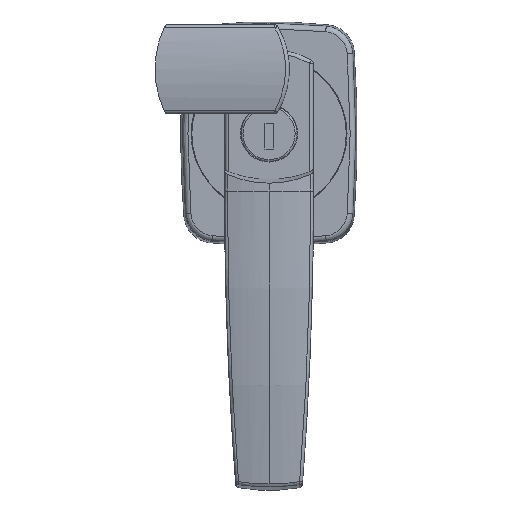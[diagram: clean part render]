
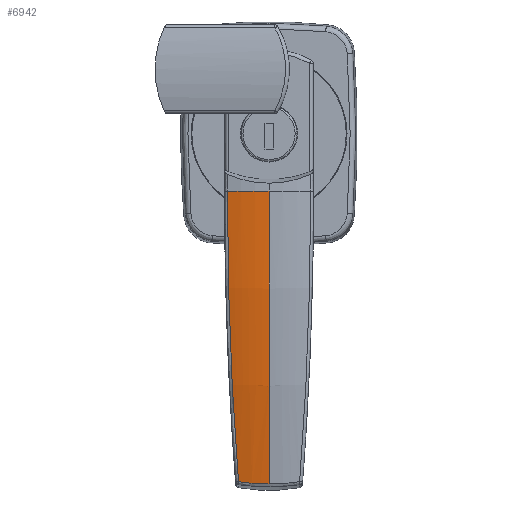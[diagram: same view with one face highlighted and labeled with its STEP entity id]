
A CAD part, top view. The second image highlights one B-rep face of the part: STEP entity #6942.
In plain terms, the highlighted toroidal (fillet/blend) face has major radius 450 mm and minor radius 500 mm.
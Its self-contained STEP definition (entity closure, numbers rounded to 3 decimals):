
#2669 = CARTESIAN_POINT ( 'NONE',  ( -11.202, -32.195, 34.459 ) ) ;
#2833 = AXIS2_PLACEMENT_3D ( 'NONE', #7155, #2987, #11073 ) ;
#2921 = CARTESIAN_POINT ( 'NONE',  ( 0., -15.64, 36. ) ) ;
#2987 = DIRECTION ( 'NONE',  ( -1., 0., 0. ) ) ;
#3339 = TOROIDAL_SURFACE ( 'NONE', #15503, -450., 500. ) ;
#3559 = AXIS2_PLACEMENT_3D ( 'NONE', #13060, #15424, #21038 ) ;
#4041 = VERTEX_POINT ( 'NONE', #11683 ) ;
#4197 = VERTEX_POINT ( 'NONE', #16040 ) ;
#4670 = CARTESIAN_POINT ( 'NONE',  ( -10.842, -48.705, 33.734 ) ) ;
#5488 = EDGE_CURVE ( 'NONE', #4041, #10571, #20696, .T. ) ;
#5887 = CARTESIAN_POINT ( 'NONE',  ( 0., -95.26, 29.62 ) ) ;
#6942 = ADVANCED_FACE ( 'NONE', ( #24589 ), #3339, .T. ) ;
#7155 = CARTESIAN_POINT ( 'NONE',  ( 0., -15.64, -464. ) ) ;
#8033 = ORIENTED_EDGE ( 'NONE', *, *, #25177, .F. ) ;
#8243 = CARTESIAN_POINT ( 'NONE',  ( -2.789, -95.26, 29.62 ) ) ;
#8379 = EDGE_LOOP ( 'NONE', ( #23446, #10316, #8033, #21412 ) ) ;
#8782 = CARTESIAN_POINT ( 'NONE',  ( -11.298, -15.64, 34.707 ) ) ;
#9120 = EDGE_CURVE ( 'NONE', #10571, #4197, #17693, .T. ) ;
#9293 = CIRCLE ( 'NONE', #2833, 500. ) ;
#10316 = ORIENTED_EDGE ( 'NONE', *, *, #21960, .T. ) ;
#10571 = VERTEX_POINT ( 'NONE', #17803 ) ;
#10672 = CARTESIAN_POINT ( 'NONE',  ( -11.025, -42.108, 34.095 ) ) ;
#11073 = DIRECTION ( 'NONE',  ( 0., 0., 1. ) ) ;
#11683 = CARTESIAN_POINT ( 'NONE',  ( -11.298, -15.64, 34.707 ) ) ;
#12250 = CARTESIAN_POINT ( 'NONE',  ( -8.316, -94.654, 28.919 ) ) ;
#12674 = CARTESIAN_POINT ( 'NONE',  ( -9.335, -81.581, 30.853 ) ) ;
#12760 = CARTESIAN_POINT ( 'NONE',  ( -8.316, -94.654, 28.919 ) ) ;
#12851 = CARTESIAN_POINT ( 'NONE',  ( -10.095, -68.459, 32.291 ) ) ;
#13060 = CARTESIAN_POINT ( 'NONE',  ( 0., -15.64, -14. ) ) ;
#15424 = DIRECTION ( 'NONE',  ( 0., 1., 0. ) ) ;
#15503 = AXIS2_PLACEMENT_3D ( 'NONE', #18011, #21880, #17763 ) ;
#16040 = CARTESIAN_POINT ( 'NONE',  ( 0., -95.26, 29.62 ) ) ;
#16704 = CARTESIAN_POINT ( 'NONE',  ( -11.305, -18.953, 34.705 ) ) ;
#17693 = B_SPLINE_CURVE_WITH_KNOTS ( 'NONE', 3,
 ( #12250, #25641, #8243, #5887 ),
 .UNSPECIFIED., .F., .F.,
 ( 4, 4 ),
 ( 0., 0.008 ),
 .UNSPECIFIED. ) ;
#17763 = DIRECTION ( 'NONE',  ( 0., 0., 1. ) ) ;
#17803 = CARTESIAN_POINT ( 'NONE',  ( -8.316, -94.654, 28.919 ) ) ;
#18011 = CARTESIAN_POINT ( 'NONE',  ( 0., -15.64, -14. ) ) ;
#19126 = VERTEX_POINT ( 'NONE', #2921 ) ;
#20696 = B_SPLINE_CURVE_WITH_KNOTS ( 'NONE', 3,
 ( #8782, #16704, #24874, #22584, #2669, #10672, #4670, #12851, #12674, #12760 ),
 .UNSPECIFIED., .F., .F.,
 ( 4, 2, 2, 2, 4 ),
 ( 0., 0.01, 0.02, 0.04, 0.08 ),
 .UNSPECIFIED. ) ;
#21030 = CIRCLE ( 'NONE', #3559, 50. ) ;
#21038 = DIRECTION ( 'NONE',  ( 0., 0., 1. ) ) ;
#21412 = ORIENTED_EDGE ( 'NONE', *, *, #5488, .T. ) ;
#21880 = DIRECTION ( 'NONE',  ( 0., 1., 0. ) ) ;
#21960 = EDGE_CURVE ( 'NONE', #4197, #19126, #9293, .T. ) ;
#22584 = CARTESIAN_POINT ( 'NONE',  ( -11.244, -28.888, 34.55 ) ) ;
#23446 = ORIENTED_EDGE ( 'NONE', *, *, #9120, .T. ) ;
#24589 = FACE_OUTER_BOUND ( 'NONE', #8379, .T. ) ;
#24874 = CARTESIAN_POINT ( 'NONE',  ( -11.296, -22.267, 34.674 ) ) ;
#25177 = EDGE_CURVE ( 'NONE', #4041, #19126, #21030, .T. ) ;
#25641 = CARTESIAN_POINT ( 'NONE',  ( -5.561, -95.057, 29.387 ) ) ;
